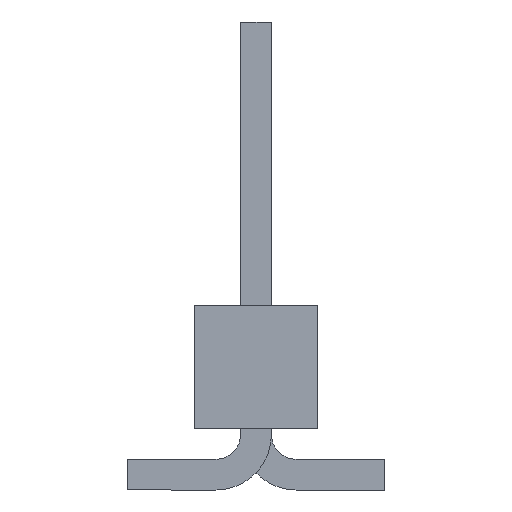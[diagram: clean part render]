
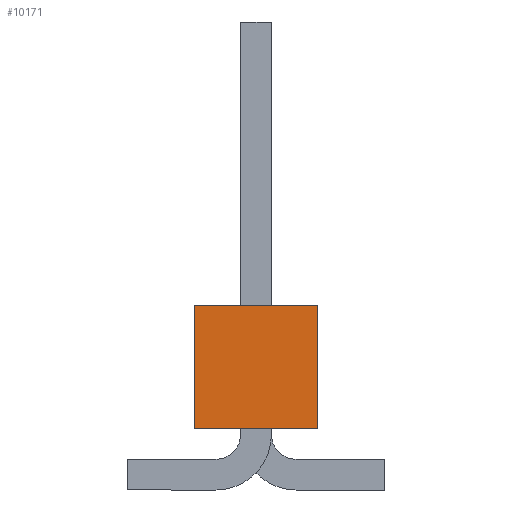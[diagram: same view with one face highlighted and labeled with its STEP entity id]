
A CAD part, left-side view. The second image highlights one B-rep face of the part: STEP entity #10171.
In plain terms, the highlighted face is planar.
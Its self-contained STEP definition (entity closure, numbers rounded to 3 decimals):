
#2228 = VERTEX_POINT('',#2229);
#2229 = CARTESIAN_POINT('',(41.91,1.27,1.27));
#2235 = EDGE_CURVE('',#2228,#2236,#2238,.T.);
#2236 = VERTEX_POINT('',#2237);
#2237 = CARTESIAN_POINT('',(41.91,1.27,-1.27));
#2238 = LINE('',#2239,#2240);
#2239 = CARTESIAN_POINT('',(41.91,1.27,1.27));
#2240 = VECTOR('',#2241,1.);
#2241 = DIRECTION('',(0.,0.,-1.));
#5398 = VERTEX_POINT('',#5399);
#5399 = CARTESIAN_POINT('',(41.91,-1.27,-1.27));
#5405 = EDGE_CURVE('',#5406,#5398,#5408,.T.);
#5406 = VERTEX_POINT('',#5407);
#5407 = CARTESIAN_POINT('',(41.91,-1.27,1.27));
#5408 = LINE('',#5409,#5410);
#5409 = CARTESIAN_POINT('',(41.91,-1.27,1.27));
#5410 = VECTOR('',#5411,1.);
#5411 = DIRECTION('',(0.,0.,-1.));
#7178 = EDGE_CURVE('',#2236,#5398,#7179,.T.);
#7179 = LINE('',#7180,#7181);
#7180 = CARTESIAN_POINT('',(41.91,1.27,-1.27));
#7181 = VECTOR('',#7182,1.);
#7182 = DIRECTION('',(0.,-1.,0.));
#7200 = EDGE_CURVE('',#2228,#5406,#7201,.T.);
#7201 = LINE('',#7202,#7203);
#7202 = CARTESIAN_POINT('',(41.91,1.27,1.27));
#7203 = VECTOR('',#7204,1.);
#7204 = DIRECTION('',(0.,-1.,0.));
#10171 = ADVANCED_FACE('',(#10172),#10178,.F.);
#10172 = FACE_BOUND('',#10173,.T.);
#10173 = EDGE_LOOP('',(#10174,#10175,#10176,#10177));
#10174 = ORIENTED_EDGE('',*,*,#5405,.T.);
#10175 = ORIENTED_EDGE('',*,*,#7178,.F.);
#10176 = ORIENTED_EDGE('',*,*,#2235,.F.);
#10177 = ORIENTED_EDGE('',*,*,#7200,.T.);
#10178 = PLANE('',#10179);
#10179 = AXIS2_PLACEMENT_3D('',#10180,#10181,#10182);
#10180 = CARTESIAN_POINT('',(41.91,1.27,1.27));
#10181 = DIRECTION('',(-1.,0.,0.));
#10182 = DIRECTION('',(0.,0.,1.));
